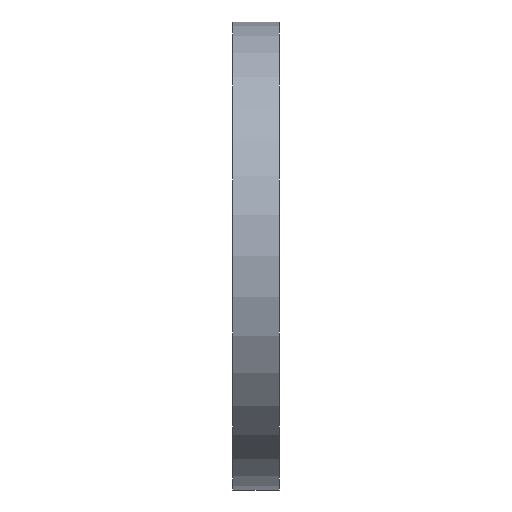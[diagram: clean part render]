
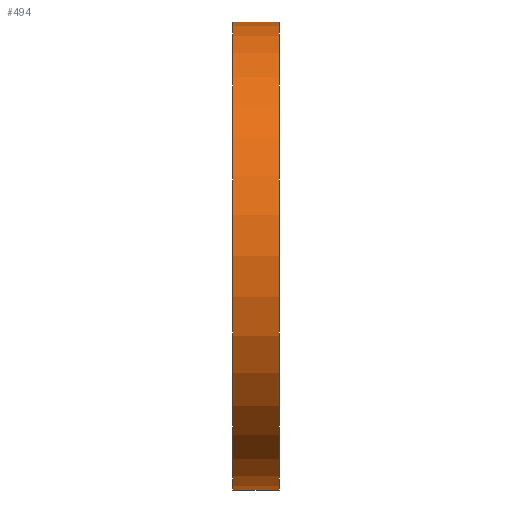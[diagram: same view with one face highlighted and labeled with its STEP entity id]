
A CAD part, left-side view. The second image highlights one B-rep face of the part: STEP entity #494.
In plain terms, the highlighted cylindrical face has radius 31.75 mm (diameter 63.5 mm), a partial arc.
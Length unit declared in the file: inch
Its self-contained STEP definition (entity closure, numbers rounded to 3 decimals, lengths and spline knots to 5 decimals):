
#4 = ORIENTED_EDGE ( 'NONE', *, *, #52, .T. ) ;
#48 = VERTEX_POINT ( 'NONE', #582 ) ;
#52 = EDGE_CURVE ( 'NONE', #557, #48, #360, .T. ) ;
#62 = AXIS2_PLACEMENT_3D ( 'NONE', #569, #674, #389 ) ;
#71 = DIRECTION ( 'NONE',  ( 0., 1., 0. ) ) ;
#110 = ORIENTED_EDGE ( 'NONE', *, *, #300, .F. ) ;
#140 = AXIS2_PLACEMENT_3D ( 'NONE', #299, #682, #635 ) ;
#178 = VERTEX_POINT ( 'NONE', #537 ) ;
#190 = EDGE_CURVE ( 'NONE', #449, #178, #489, .T. ) ;
#193 = CIRCLE ( 'NONE', #501, 1.25 ) ;
#218 = EDGE_LOOP ( 'NONE', ( #542, #110, #4, #565 ) ) ;
#249 = FACE_OUTER_BOUND ( 'NONE', #218, .T. ) ;
#295 = DIRECTION ( 'NONE',  ( 0., 0., 1. ) ) ;
#299 = CARTESIAN_POINT ( 'NONE',  ( 0., 0.125, 0. ) ) ;
#300 = EDGE_CURVE ( 'NONE', #557, #449, #368, .T. ) ;
#301 = CARTESIAN_POINT ( 'NONE',  ( 0., -0.125, 0. ) ) ;
#360 = LINE ( 'NONE', #587, #561 ) ;
#368 = CIRCLE ( 'NONE', #62, 1.25 ) ;
#389 = DIRECTION ( 'NONE',  ( 0., 0., 1. ) ) ;
#414 = VECTOR ( 'NONE', #601, 39.37008 ) ;
#449 = VERTEX_POINT ( 'NONE', #690 ) ;
#489 = LINE ( 'NONE', #594, #414 ) ;
#494 = ADVANCED_FACE ( 'NONE', ( #249 ), #576, .T. ) ;
#501 = AXIS2_PLACEMENT_3D ( 'NONE', #301, #71, #295 ) ;
#520 = EDGE_CURVE ( 'NONE', #48, #178, #193, .T. ) ;
#537 = CARTESIAN_POINT ( 'NONE',  ( 0., -0.125, 1.25 ) ) ;
#542 = ORIENTED_EDGE ( 'NONE', *, *, #190, .F. ) ;
#557 = VERTEX_POINT ( 'NONE', #656 ) ;
#561 = VECTOR ( 'NONE', #692, 39.37008 ) ;
#565 = ORIENTED_EDGE ( 'NONE', *, *, #520, .T. ) ;
#569 = CARTESIAN_POINT ( 'NONE',  ( 0., 0.125, 0. ) ) ;
#576 = CYLINDRICAL_SURFACE ( 'NONE', #140, 1.25 ) ;
#582 = CARTESIAN_POINT ( 'NONE',  ( 0., -0.125, -1.25 ) ) ;
#587 = CARTESIAN_POINT ( 'NONE',  ( 0., 0.125, -1.25 ) ) ;
#594 = CARTESIAN_POINT ( 'NONE',  ( 0., 0.125, 1.25 ) ) ;
#601 = DIRECTION ( 'NONE',  ( 0., -1., 0. ) ) ;
#635 = DIRECTION ( 'NONE',  ( 0., 0., -1. ) ) ;
#656 = CARTESIAN_POINT ( 'NONE',  ( 0., 0.125, -1.25 ) ) ;
#674 = DIRECTION ( 'NONE',  ( 0., 1., 0. ) ) ;
#682 = DIRECTION ( 'NONE',  ( 0., -1., 0. ) ) ;
#690 = CARTESIAN_POINT ( 'NONE',  ( 0., 0.125, 1.25 ) ) ;
#692 = DIRECTION ( 'NONE',  ( 0., -1., 0. ) ) ;
